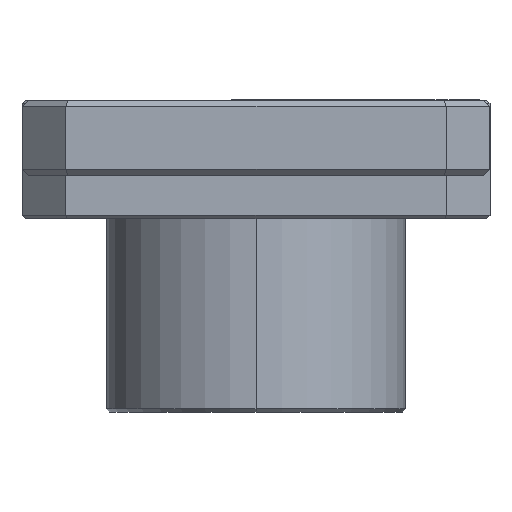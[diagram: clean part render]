
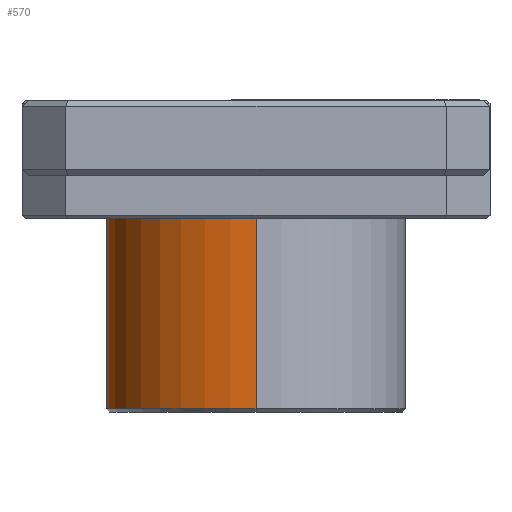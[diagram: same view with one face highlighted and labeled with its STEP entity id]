
A CAD part, left-side view. The second image highlights one B-rep face of the part: STEP entity #570.
In plain terms, the highlighted cylindrical face has radius 6.096 mm (diameter 12.192 mm), a partial arc.
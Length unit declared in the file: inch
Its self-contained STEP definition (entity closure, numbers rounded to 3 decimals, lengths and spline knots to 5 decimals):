
#6 = ORIENTED_EDGE ( 'NONE', *, *, #1059, .T. ) ;
#12 = CARTESIAN_POINT ( 'NONE',  ( -0.61773, 1.3104, -0.77028 ) ) ;
#28 = VERTEX_POINT ( 'NONE', #2209 ) ;
#56 = CARTESIAN_POINT ( 'NONE',  ( -0.61773, 1.3104, -0.27528 ) ) ;
#63 = DIRECTION ( 'NONE',  ( 0., 0., -1. ) ) ;
#188 = DIRECTION ( 'NONE',  ( 0., 0., 1. ) ) ;
#231 = DIRECTION ( 'NONE',  ( -1., 0., 0. ) ) ;
#268 = DIRECTION ( 'NONE',  ( 0., 0., -1. ) ) ;
#272 = VERTEX_POINT ( 'NONE', #889 ) ;
#297 = CARTESIAN_POINT ( 'NONE',  ( -0.37773, 1.3104, -0.46528 ) ) ;
#348 = CIRCLE ( 'NONE', #2118, 0.24 ) ;
#417 = DIRECTION ( 'NONE',  ( -1., 0., 0. ) ) ;
#525 = VERTEX_POINT ( 'NONE', #797 ) ;
#570 = ADVANCED_FACE ( 'NONE', ( #1168 ), #1605, .T. ) ;
#797 = CARTESIAN_POINT ( 'NONE',  ( -0.85773, 1.3104, -0.77028 ) ) ;
#889 = CARTESIAN_POINT ( 'NONE',  ( -0.37773, 1.3104, -0.77028 ) ) ;
#943 = DIRECTION ( 'NONE',  ( -1., 0., 0. ) ) ;
#1005 = VECTOR ( 'NONE', #268, 39.37008 ) ;
#1059 = EDGE_CURVE ( 'NONE', #1878, #272, #1089, .T. ) ;
#1089 = LINE ( 'NONE', #1530, #1446 ) ;
#1168 = FACE_OUTER_BOUND ( 'NONE', #2158, .T. ) ;
#1348 = ORIENTED_EDGE ( 'NONE', *, *, #1659, .T. ) ;
#1357 = LINE ( 'NONE', #2009, #1005 ) ;
#1377 = EDGE_CURVE ( 'NONE', #28, #1878, #348, .T. ) ;
#1446 = VECTOR ( 'NONE', #1861, 39.37008 ) ;
#1530 = CARTESIAN_POINT ( 'NONE',  ( -0.37773, 1.3104, -0.27528 ) ) ;
#1551 = ORIENTED_EDGE ( 'NONE', *, *, #2151, .F. ) ;
#1605 = CYLINDRICAL_SURFACE ( 'NONE', #1679, 0.24 ) ;
#1659 = EDGE_CURVE ( 'NONE', #272, #525, #2229, .T. ) ;
#1679 = AXIS2_PLACEMENT_3D ( 'NONE', #56, #1686, #231 ) ;
#1686 = DIRECTION ( 'NONE',  ( 0., 0., -1. ) ) ;
#1835 = CARTESIAN_POINT ( 'NONE',  ( -0.61773, 1.3104, -0.46528 ) ) ;
#1861 = DIRECTION ( 'NONE',  ( 0., 0., -1. ) ) ;
#1878 = VERTEX_POINT ( 'NONE', #297 ) ;
#2009 = CARTESIAN_POINT ( 'NONE',  ( -0.85773, 1.3104, -0.27528 ) ) ;
#2114 = ORIENTED_EDGE ( 'NONE', *, *, #1377, .T. ) ;
#2118 = AXIS2_PLACEMENT_3D ( 'NONE', #1835, #63, #417 ) ;
#2126 = AXIS2_PLACEMENT_3D ( 'NONE', #12, #188, #943 ) ;
#2151 = EDGE_CURVE ( 'NONE', #28, #525, #1357, .T. ) ;
#2158 = EDGE_LOOP ( 'NONE', ( #2114, #6, #1348, #1551 ) ) ;
#2209 = CARTESIAN_POINT ( 'NONE',  ( -0.85773, 1.3104, -0.46528 ) ) ;
#2229 = CIRCLE ( 'NONE', #2126, 0.24 ) ;
